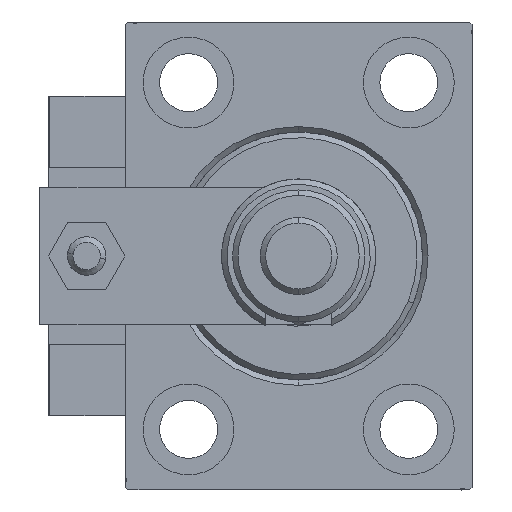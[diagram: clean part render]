
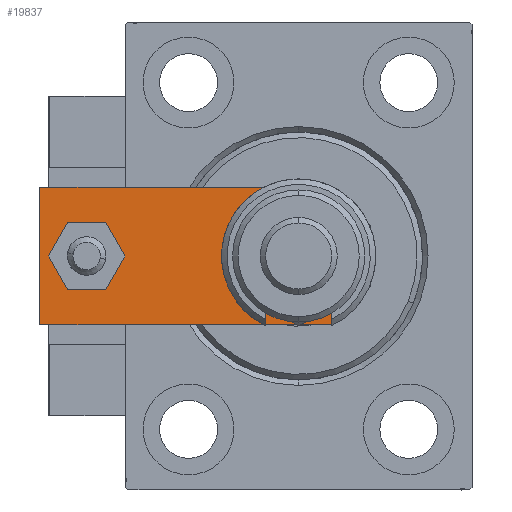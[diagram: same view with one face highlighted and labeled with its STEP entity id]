
A CAD part, left-side view. The second image highlights one B-rep face of the part: STEP entity #19837.
In plain terms, the highlighted face is planar.
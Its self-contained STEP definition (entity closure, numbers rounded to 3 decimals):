
#1077 = DIRECTION ( 'NONE',  ( 0.707, -0.707, 0. ) ) ;
#1346 = EDGE_CURVE ( 'NONE', #6577, #5707, #43909, .T. ) ;
#1877 = VERTEX_POINT ( 'NONE', #25462 ) ;
#2558 = VERTEX_POINT ( 'NONE', #17386 ) ;
#4017 = FACE_BOUND ( 'NONE', #28922, .T. ) ;
#5167 = DIRECTION ( 'NONE',  ( 1., 0., 0. ) ) ;
#5260 = DIRECTION ( 'NONE',  ( 1., 0., 0. ) ) ;
#5707 = VERTEX_POINT ( 'NONE', #51938 ) ;
#6176 = ORIENTED_EDGE ( 'NONE', *, *, #15682, .T. ) ;
#6512 = CARTESIAN_POINT ( 'NONE',  ( -12.5, 7., 6. ) ) ;
#6577 = VERTEX_POINT ( 'NONE', #52482 ) ;
#7385 = EDGE_CURVE ( 'NONE', #26872, #40130, #33459, .T. ) ;
#7431 = VECTOR ( 'NONE', #36302, 1000. ) ;
#9180 = ORIENTED_EDGE ( 'NONE', *, *, #45104, .T. ) ;
#9286 = EDGE_CURVE ( 'NONE', #21874, #47936, #26301, .T. ) ;
#9347 = DIRECTION ( 'NONE',  ( 0., 0., 1. ) ) ;
#9775 = LINE ( 'NONE', #22799, #37842 ) ;
#9863 = CARTESIAN_POINT ( 'NONE',  ( 0., 13., 6. ) ) ;
#10915 = ORIENTED_EDGE ( 'NONE', *, *, #1346, .T. ) ;
#12176 = FACE_OUTER_BOUND ( 'NONE', #47169, .T. ) ;
#13357 = CARTESIAN_POINT ( 'NONE',  ( 4., 51.5, 6. ) ) ;
#13761 = CIRCLE ( 'NONE', #35460, 8.25 ) ;
#14577 = EDGE_CURVE ( 'NONE', #40130, #29584, #9775, .T. ) ;
#15164 = ORIENTED_EDGE ( 'NONE', *, *, #50796, .T. ) ;
#15682 = EDGE_CURVE ( 'NONE', #29584, #6577, #53614, .T. ) ;
#15987 = FACE_BOUND ( 'NONE', #19264, .T. ) ;
#17386 = CARTESIAN_POINT ( 'NONE',  ( 12.5, 60., 6. ) ) ;
#17855 = AXIS2_PLACEMENT_3D ( 'NONE', #22386, #34361, #5260 ) ;
#18399 = CARTESIAN_POINT ( 'NONE',  ( -4., 51.5, 6. ) ) ;
#19264 = EDGE_LOOP ( 'NONE', ( #32996, #44844 ) ) ;
#19276 = VECTOR ( 'NONE', #21497, 1000. ) ;
#19837 = ADVANCED_FACE ( 'NONE', ( #15987, #12176, #4017 ), #52993, .T. ) ;
#19943 = AXIS2_PLACEMENT_3D ( 'NONE', #9863, #43314, #47122 ) ;
#20114 = CARTESIAN_POINT ( 'NONE',  ( -12.5, 60., 6. ) ) ;
#20195 = DIRECTION ( 'NONE',  ( -1., 0., 0. ) ) ;
#20461 = CARTESIAN_POINT ( 'NONE',  ( 12.5, 60., 6. ) ) ;
#20702 = CARTESIAN_POINT ( 'NONE',  ( -5.5, 0., 6. ) ) ;
#21497 = DIRECTION ( 'NONE',  ( 0., -1., 0. ) ) ;
#21874 = VERTEX_POINT ( 'NONE', #18399 ) ;
#22214 = VECTOR ( 'NONE', #36750, 1000. ) ;
#22386 = CARTESIAN_POINT ( 'NONE',  ( 0., 51.5, 6. ) ) ;
#22799 = CARTESIAN_POINT ( 'NONE',  ( -2.75, -2.75, 6. ) ) ;
#23880 = DIRECTION ( 'NONE',  ( 1., 0., 0. ) ) ;
#24281 = LINE ( 'NONE', #20461, #27642 ) ;
#24797 = CIRCLE ( 'NONE', #17855, 4. ) ;
#25321 = CARTESIAN_POINT ( 'NONE',  ( 12.5, 0., 6. ) ) ;
#25462 = CARTESIAN_POINT ( 'NONE',  ( 8.25, 13., 6. ) ) ;
#26007 = CARTESIAN_POINT ( 'NONE',  ( -8.25, 13., 6. ) ) ;
#26301 = CIRCLE ( 'NONE', #33247, 4. ) ;
#26639 = DIRECTION ( 'NONE',  ( 0., 0., 1. ) ) ;
#26872 = VERTEX_POINT ( 'NONE', #20114 ) ;
#27642 = VECTOR ( 'NONE', #20195, 1000. ) ;
#27877 = CARTESIAN_POINT ( 'NONE',  ( 2.75, -2.75, 6. ) ) ;
#28922 = EDGE_LOOP ( 'NONE', ( #38003, #39807 ) ) ;
#29584 = VERTEX_POINT ( 'NONE', #20702 ) ;
#30696 = CARTESIAN_POINT ( 'NONE',  ( 0., 13., 6. ) ) ;
#31167 = CIRCLE ( 'NONE', #19943, 8.25 ) ;
#32848 = CARTESIAN_POINT ( 'NONE',  ( 0., 0., 6. ) ) ;
#32996 = ORIENTED_EDGE ( 'NONE', *, *, #9286, .F. ) ;
#33247 = AXIS2_PLACEMENT_3D ( 'NONE', #38441, #9347, #47128 ) ;
#33459 = LINE ( 'NONE', #38093, #19276 ) ;
#34361 = DIRECTION ( 'NONE',  ( 0., 0., 1. ) ) ;
#35205 = ORIENTED_EDGE ( 'NONE', *, *, #7385, .T. ) ;
#35460 = AXIS2_PLACEMENT_3D ( 'NONE', #30696, #26639, #5167 ) ;
#36302 = DIRECTION ( 'NONE',  ( 0.707, 0.707, 0. ) ) ;
#36439 = VECTOR ( 'NONE', #37839, 1000. ) ;
#36750 = DIRECTION ( 'NONE',  ( 1., 0., 0. ) ) ;
#37839 = DIRECTION ( 'NONE',  ( 0., 1., 0. ) ) ;
#37842 = VECTOR ( 'NONE', #1077, 1000. ) ;
#38003 = ORIENTED_EDGE ( 'NONE', *, *, #48826, .F. ) ;
#38092 = VERTEX_POINT ( 'NONE', #26007 ) ;
#38093 = CARTESIAN_POINT ( 'NONE',  ( -12.5, 60., 6. ) ) ;
#38441 = CARTESIAN_POINT ( 'NONE',  ( 0., 51.5, 6. ) ) ;
#38468 = EDGE_CURVE ( 'NONE', #47936, #21874, #24797, .T. ) ;
#39807 = ORIENTED_EDGE ( 'NONE', *, *, #50539, .F. ) ;
#40130 = VERTEX_POINT ( 'NONE', #6512 ) ;
#40472 = AXIS2_PLACEMENT_3D ( 'NONE', #32848, #44564, #23880 ) ;
#41655 = LINE ( 'NONE', #25321, #36439 ) ;
#43314 = DIRECTION ( 'NONE',  ( 0., 0., 1. ) ) ;
#43909 = LINE ( 'NONE', #27877, #7431 ) ;
#44564 = DIRECTION ( 'NONE',  ( 0., 0., 1. ) ) ;
#44844 = ORIENTED_EDGE ( 'NONE', *, *, #38468, .F. ) ;
#45104 = EDGE_CURVE ( 'NONE', #2558, #26872, #24281, .T. ) ;
#47122 = DIRECTION ( 'NONE',  ( 1., 0., 0. ) ) ;
#47128 = DIRECTION ( 'NONE',  ( 1., 0., 0. ) ) ;
#47169 = EDGE_LOOP ( 'NONE', ( #35205, #49573, #6176, #10915, #15164, #9180 ) ) ;
#47936 = VERTEX_POINT ( 'NONE', #13357 ) ;
#48715 = CARTESIAN_POINT ( 'NONE',  ( -12.5, 0., 6. ) ) ;
#48826 = EDGE_CURVE ( 'NONE', #38092, #1877, #13761, .T. ) ;
#49573 = ORIENTED_EDGE ( 'NONE', *, *, #14577, .T. ) ;
#50539 = EDGE_CURVE ( 'NONE', #1877, #38092, #31167, .T. ) ;
#50796 = EDGE_CURVE ( 'NONE', #5707, #2558, #41655, .T. ) ;
#51938 = CARTESIAN_POINT ( 'NONE',  ( 12.5, 7., 6. ) ) ;
#52482 = CARTESIAN_POINT ( 'NONE',  ( 5.5, 0., 6. ) ) ;
#52993 = PLANE ( 'NONE',  #40472 ) ;
#53614 = LINE ( 'NONE', #48715, #22214 ) ;
